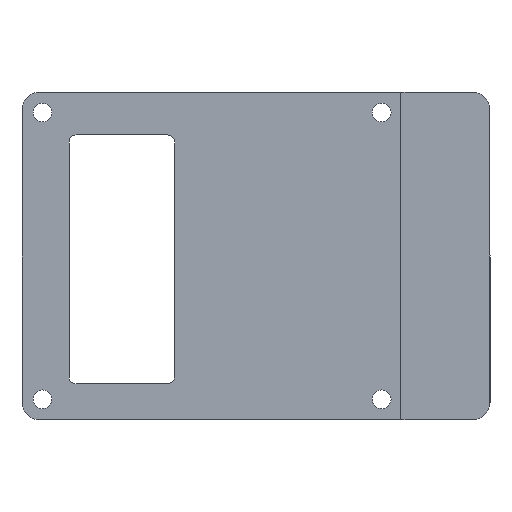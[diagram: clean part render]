
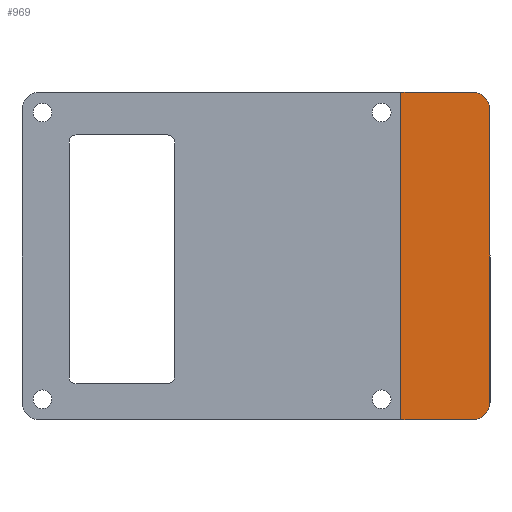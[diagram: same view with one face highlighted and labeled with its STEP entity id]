
A CAD part, front view. The second image highlights one B-rep face of the part: STEP entity #969.
In plain terms, the highlighted planar face has unit normal (0, -1, 0).
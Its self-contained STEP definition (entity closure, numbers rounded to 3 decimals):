
#1 = VERTEX_POINT ( 'NONE', #591 ) ;
#9 = CARTESIAN_POINT ( 'NONE',  ( -15.227, -3., -24.39 ) ) ;
#11 = CARTESIAN_POINT ( 'NONE',  ( -15.227, -3., -24.39 ) ) ;
#16 = AXIS2_PLACEMENT_3D ( 'NONE', #101, #98, #420 ) ;
#18 = EDGE_LOOP ( 'NONE', ( #78, #123, #240, #427, #784, #572 ) ) ;
#19 = AXIS2_PLACEMENT_3D ( 'NONE', #381, #704, #1014 ) ;
#63 = CIRCLE ( 'NONE', #16, 3. ) ;
#64 = VECTOR ( 'NONE', #1006, 1000. ) ;
#78 = ORIENTED_EDGE ( 'NONE', *, *, #756, .T. ) ;
#98 = DIRECTION ( 'NONE',  ( 0., -1., 0. ) ) ;
#101 = CARTESIAN_POINT ( 'NONE',  ( -3.009, -3., 28.592 ) ) ;
#110 = LINE ( 'NONE', #527, #415 ) ;
#111 = VERTEX_POINT ( 'NONE', #9 ) ;
#123 = ORIENTED_EDGE ( 'NONE', *, *, #542, .T. ) ;
#132 = DIRECTION ( 'NONE',  ( 0., 0., -1. ) ) ;
#154 = DIRECTION ( 'NONE',  ( 0., -1., 0. ) ) ;
#208 = CARTESIAN_POINT ( 'NONE',  ( -15.227, -3., 31.592 ) ) ;
#240 = ORIENTED_EDGE ( 'NONE', *, *, #884, .T. ) ;
#280 = CARTESIAN_POINT ( 'NONE',  ( -15.227, -3., 31.592 ) ) ;
#310 = FACE_OUTER_BOUND ( 'NONE', #18, .T. ) ;
#315 = EDGE_CURVE ( 'NONE', #451, #1, #63, .T. ) ;
#381 = CARTESIAN_POINT ( 'NONE',  ( -3.009, -3., -21.39 ) ) ;
#382 = AXIS2_PLACEMENT_3D ( 'NONE', #868, #154, #771 ) ;
#389 = LINE ( 'NONE', #11, #64 ) ;
#415 = VECTOR ( 'NONE', #837, 1000. ) ;
#420 = DIRECTION ( 'NONE',  ( 0., 0., 1. ) ) ;
#427 = ORIENTED_EDGE ( 'NONE', *, *, #1008, .T. ) ;
#451 = VERTEX_POINT ( 'NONE', #1001 ) ;
#462 = VECTOR ( 'NONE', #132, 1000. ) ;
#527 = CARTESIAN_POINT ( 'NONE',  ( -0.009, -3., 28.592 ) ) ;
#531 = LINE ( 'NONE', #981, #462 ) ;
#535 = LINE ( 'NONE', #280, #579 ) ;
#542 = EDGE_CURVE ( 'NONE', #111, #665, #389, .T. ) ;
#547 = PLANE ( 'NONE',  #19 ) ;
#572 = ORIENTED_EDGE ( 'NONE', *, *, #980, .T. ) ;
#579 = VECTOR ( 'NONE', #762, 1000. ) ;
#591 = CARTESIAN_POINT ( 'NONE',  ( -3.009, -3., 31.592 ) ) ;
#665 = VERTEX_POINT ( 'NONE', #758 ) ;
#704 = DIRECTION ( 'NONE',  ( 0., 1., 0. ) ) ;
#743 = VERTEX_POINT ( 'NONE', #208 ) ;
#756 = EDGE_CURVE ( 'NONE', #743, #111, #531, .T. ) ;
#758 = CARTESIAN_POINT ( 'NONE',  ( -3.009, -3., -24.39 ) ) ;
#762 = DIRECTION ( 'NONE',  ( -1., 0., 0. ) ) ;
#771 = DIRECTION ( 'NONE',  ( 0., 0., 1. ) ) ;
#784 = ORIENTED_EDGE ( 'NONE', *, *, #315, .T. ) ;
#822 = CIRCLE ( 'NONE', #382, 3. ) ;
#837 = DIRECTION ( 'NONE',  ( 0., 0., 1. ) ) ;
#868 = CARTESIAN_POINT ( 'NONE',  ( -3.009, -3., -21.39 ) ) ;
#884 = EDGE_CURVE ( 'NONE', #665, #896, #822, .T. ) ;
#896 = VERTEX_POINT ( 'NONE', #1005 ) ;
#969 = ADVANCED_FACE ( 'NONE', ( #310 ), #547, .F. ) ;
#980 = EDGE_CURVE ( 'NONE', #1, #743, #535, .T. ) ;
#981 = CARTESIAN_POINT ( 'NONE',  ( -15.227, -3., 31.592 ) ) ;
#1001 = CARTESIAN_POINT ( 'NONE',  ( -0.009, -3., 28.592 ) ) ;
#1005 = CARTESIAN_POINT ( 'NONE',  ( -0.009, -3., -21.39 ) ) ;
#1006 = DIRECTION ( 'NONE',  ( 1., 0., 0. ) ) ;
#1008 = EDGE_CURVE ( 'NONE', #896, #451, #110, .T. ) ;
#1014 = DIRECTION ( 'NONE',  ( 0., 0., 1. ) ) ;
